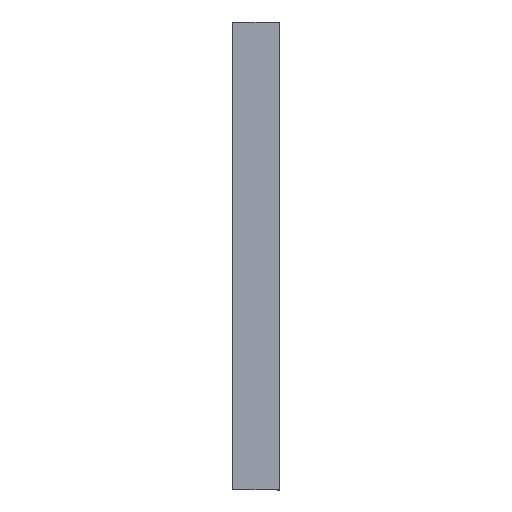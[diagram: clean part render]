
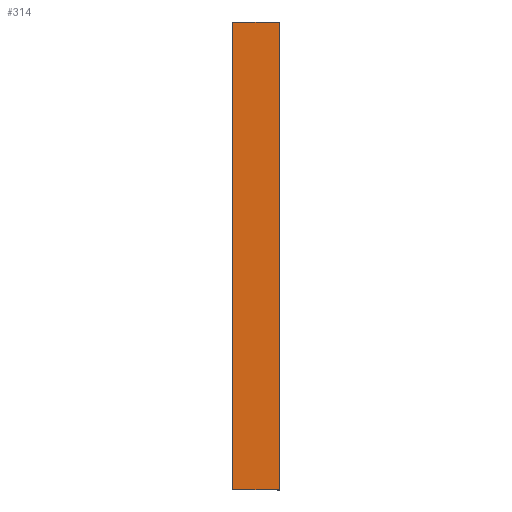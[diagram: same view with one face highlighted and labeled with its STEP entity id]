
A CAD part, front view. The second image highlights one B-rep face of the part: STEP entity #314.
In plain terms, the highlighted planar face has unit normal (0, -1, 0).
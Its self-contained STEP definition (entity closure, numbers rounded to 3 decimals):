
#17 = ORIENTED_EDGE ( 'NONE', *, *, #599, .F. ) ;
#18 = CARTESIAN_POINT ( 'NONE',  ( -150., 0., 3000. ) ) ;
#71 = VERTEX_POINT ( 'NONE', #954 ) ;
#80 = VECTOR ( 'NONE', #413, 1000. ) ;
#106 = VECTOR ( 'NONE', #818, 1000. ) ;
#134 = EDGE_CURVE ( 'NONE', #71, #548, #688, .T. ) ;
#140 = DIRECTION ( 'NONE',  ( 0., 0., -1. ) ) ;
#174 = CARTESIAN_POINT ( 'NONE',  ( 148., 0., 3000. ) ) ;
#188 = CARTESIAN_POINT ( 'NONE',  ( -148., 0., 3000. ) ) ;
#218 = CARTESIAN_POINT ( 'NONE',  ( -148., 0., 0. ) ) ;
#235 = EDGE_CURVE ( 'NONE', #420, #578, #457, .T. ) ;
#261 = ORIENTED_EDGE ( 'NONE', *, *, #134, .T. ) ;
#289 = VECTOR ( 'NONE', #935, 1000. ) ;
#314 = ADVANCED_FACE ( 'NONE', ( #394 ), #518, .T. ) ;
#325 = LINE ( 'NONE', #386, #915 ) ;
#386 = CARTESIAN_POINT ( 'NONE',  ( -150., 0., 0. ) ) ;
#394 = FACE_OUTER_BOUND ( 'NONE', #624, .T. ) ;
#413 = DIRECTION ( 'NONE',  ( 0., 0., -1. ) ) ;
#420 = VERTEX_POINT ( 'NONE', #174 ) ;
#457 = LINE ( 'NONE', #894, #106 ) ;
#518 = PLANE ( 'NONE',  #591 ) ;
#522 = ORIENTED_EDGE ( 'NONE', *, *, #235, .F. ) ;
#527 = CARTESIAN_POINT ( 'NONE',  ( 148., 0., 0. ) ) ;
#548 = VERTEX_POINT ( 'NONE', #218 ) ;
#578 = VERTEX_POINT ( 'NONE', #527 ) ;
#591 = AXIS2_PLACEMENT_3D ( 'NONE', #922, #592, #140 ) ;
#592 = DIRECTION ( 'NONE',  ( 0., -1., 0. ) ) ;
#599 = EDGE_CURVE ( 'NONE', #578, #548, #325, .T. ) ;
#624 = EDGE_LOOP ( 'NONE', ( #17, #522, #674, #261 ) ) ;
#641 = LINE ( 'NONE', #18, #289 ) ;
#674 = ORIENTED_EDGE ( 'NONE', *, *, #950, .T. ) ;
#688 = LINE ( 'NONE', #188, #80 ) ;
#775 = DIRECTION ( 'NONE',  ( -1., 0., 0. ) ) ;
#818 = DIRECTION ( 'NONE',  ( 0., 0., -1. ) ) ;
#894 = CARTESIAN_POINT ( 'NONE',  ( 148., 0., 3000. ) ) ;
#915 = VECTOR ( 'NONE', #775, 1000. ) ;
#922 = CARTESIAN_POINT ( 'NONE',  ( -150., 0., 3000. ) ) ;
#935 = DIRECTION ( 'NONE',  ( -1., 0., 0. ) ) ;
#950 = EDGE_CURVE ( 'NONE', #420, #71, #641, .T. ) ;
#954 = CARTESIAN_POINT ( 'NONE',  ( -148., 0., 3000. ) ) ;
